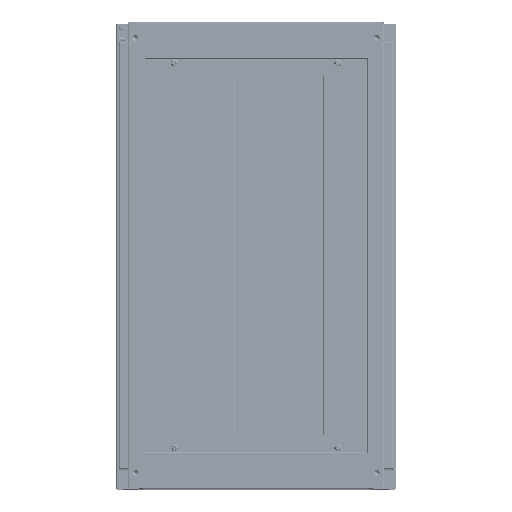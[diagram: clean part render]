
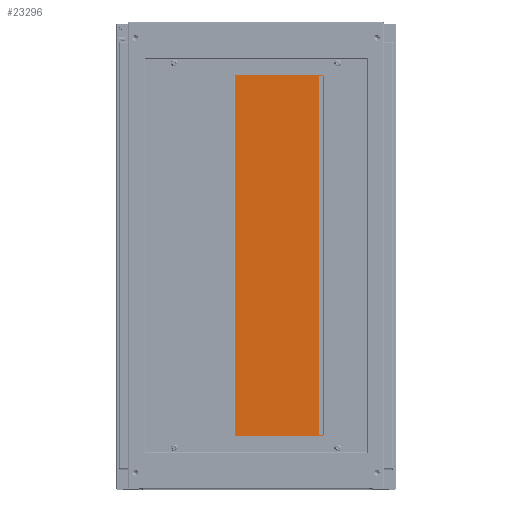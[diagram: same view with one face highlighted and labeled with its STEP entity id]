
A CAD part, top view. The second image highlights one B-rep face of the part: STEP entity #23296.
In plain terms, the highlighted face is planar.
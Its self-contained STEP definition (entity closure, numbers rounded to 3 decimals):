
#5500 = AXIS2_PLACEMENT_3D ( 'NONE', #55013, #55023, #55025 ) ;
#22062 = EDGE_CURVE ( 'NONE', #71005, #70989, #62906, .T. ) ;
#22077 = EDGE_CURVE ( 'NONE', #70989, #70952, #62920, .T. ) ;
#22090 = EDGE_CURVE ( 'NONE', #71042, #82283, #62924, .T. ) ;
#22094 = EDGE_CURVE ( 'NONE', #82131, #71042, #62934, .T. ) ;
#22100 = EDGE_CURVE ( 'NONE', #82131, #82065, #62939, .T. ) ;
#22112 = EDGE_CURVE ( 'NONE', #82283, #71005, #62949, .T. ) ;
#22135 = EDGE_CURVE ( 'NONE', #70952, #82070, #62956, .T. ) ;
#22153 = EDGE_CURVE ( 'NONE', #82065, #82070, #62975, .T. ) ;
#23296 = ADVANCED_FACE ( 'NONE', ( #59904 ), #54998, .T. ) ;
#31922 = CARTESIAN_POINT ( 'NONE',  ( -400., 99., 1.5 ) ) ;
#31926 = DIRECTION ( 'NONE',  ( -1., 0., 0. ) ) ;
#32043 = CARTESIAN_POINT ( 'NONE',  ( -400., 99., 1.5 ) ) ;
#32046 = DIRECTION ( 'NONE',  ( 0., -1., 0. ) ) ;
#32117 = CARTESIAN_POINT ( 'NONE',  ( -400., -99., 1.5 ) ) ;
#32121 = DIRECTION ( 'NONE',  ( 1., 0., 0. ) ) ;
#32140 = CARTESIAN_POINT ( 'NONE',  ( 385., -98., 1.5 ) ) ;
#32144 = DIRECTION ( 'NONE',  ( 0., -1., 0. ) ) ;
#32148 = CARTESIAN_POINT ( 'NONE',  ( 385., -97.99, 1.5 ) ) ;
#32190 = DIRECTION ( 'NONE',  ( -1., 0., 0. ) ) ;
#32267 = CARTESIAN_POINT ( 'NONE',  ( 400., 99., 1.5 ) ) ;
#32270 = DIRECTION ( 'NONE',  ( 0., 1., 0. ) ) ;
#32414 = CARTESIAN_POINT ( 'NONE',  ( -400., -99., 1.5 ) ) ;
#32417 = DIRECTION ( 'NONE',  ( 1., 0., 0. ) ) ;
#32491 = CARTESIAN_POINT ( 'NONE',  ( -385., -98., 1.5 ) ) ;
#32495 = DIRECTION ( 'NONE',  ( 0., -1., 0. ) ) ;
#54998 = PLANE ( 'NONE',  #5500 ) ;
#55013 = CARTESIAN_POINT ( 'NONE',  ( -400., -99., 1.5 ) ) ;
#55023 = DIRECTION ( 'NONE',  ( 0., 0., 1. ) ) ;
#55025 = DIRECTION ( 'NONE',  ( 1., 0., 0. ) ) ;
#59904 = FACE_OUTER_BOUND ( 'NONE', #141512, .T. ) ;
#62906 = LINE ( 'NONE', #31922, #62914 ) ;
#62914 = VECTOR ( 'NONE', #31926, 1000. ) ;
#62920 = LINE ( 'NONE', #32043, #62925 ) ;
#62924 = LINE ( 'NONE', #32117, #62932 ) ;
#62925 = VECTOR ( 'NONE', #32046, 1000. ) ;
#62931 = VECTOR ( 'NONE', #32190, 1000. ) ;
#62932 = VECTOR ( 'NONE', #32121, 1000. ) ;
#62934 = LINE ( 'NONE', #32140, #62935 ) ;
#62935 = VECTOR ( 'NONE', #32144, 1000. ) ;
#62939 = LINE ( 'NONE', #32148, #62931 ) ;
#62949 = LINE ( 'NONE', #32267, #62950 ) ;
#62950 = VECTOR ( 'NONE', #32270, 1000. ) ;
#62956 = LINE ( 'NONE', #32414, #62966 ) ;
#62966 = VECTOR ( 'NONE', #32417, 1000. ) ;
#62975 = LINE ( 'NONE', #32491, #62977 ) ;
#62977 = VECTOR ( 'NONE', #32495, 1000. ) ;
#70952 = VERTEX_POINT ( 'NONE', #87135 ) ;
#70989 = VERTEX_POINT ( 'NONE', #87196 ) ;
#71005 = VERTEX_POINT ( 'NONE', #87224 ) ;
#71042 = VERTEX_POINT ( 'NONE', #87271 ) ;
#82065 = VERTEX_POINT ( 'NONE', #98225 ) ;
#82070 = VERTEX_POINT ( 'NONE', #98227 ) ;
#82131 = VERTEX_POINT ( 'NONE', #98281 ) ;
#82283 = VERTEX_POINT ( 'NONE', #98387 ) ;
#87135 = CARTESIAN_POINT ( 'NONE',  ( -400., -99., 1.5 ) ) ;
#87196 = CARTESIAN_POINT ( 'NONE',  ( -400., 99., 1.5 ) ) ;
#87224 = CARTESIAN_POINT ( 'NONE',  ( 400., 99., 1.5 ) ) ;
#87271 = CARTESIAN_POINT ( 'NONE',  ( 385., -99., 1.5 ) ) ;
#93524 = ORIENTED_EDGE ( 'NONE', *, *, #22153, .F. ) ;
#93526 = ORIENTED_EDGE ( 'NONE', *, *, #22135, .T. ) ;
#93528 = ORIENTED_EDGE ( 'NONE', *, *, #22077, .T. ) ;
#93530 = ORIENTED_EDGE ( 'NONE', *, *, #22062, .T. ) ;
#93533 = ORIENTED_EDGE ( 'NONE', *, *, #22112, .T. ) ;
#93535 = ORIENTED_EDGE ( 'NONE', *, *, #22090, .T. ) ;
#93537 = ORIENTED_EDGE ( 'NONE', *, *, #22094, .T. ) ;
#93539 = ORIENTED_EDGE ( 'NONE', *, *, #22100, .F. ) ;
#98225 = CARTESIAN_POINT ( 'NONE',  ( -385., -97.99, 1.5 ) ) ;
#98227 = CARTESIAN_POINT ( 'NONE',  ( -385., -99., 1.5 ) ) ;
#98281 = CARTESIAN_POINT ( 'NONE',  ( 385., -97.99, 1.5 ) ) ;
#98387 = CARTESIAN_POINT ( 'NONE',  ( 400., -99., 1.5 ) ) ;
#141512 = EDGE_LOOP ( 'NONE', ( #93539, #93537, #93535, #93533, #93530, #93528, #93526, #93524 ) ) ;
